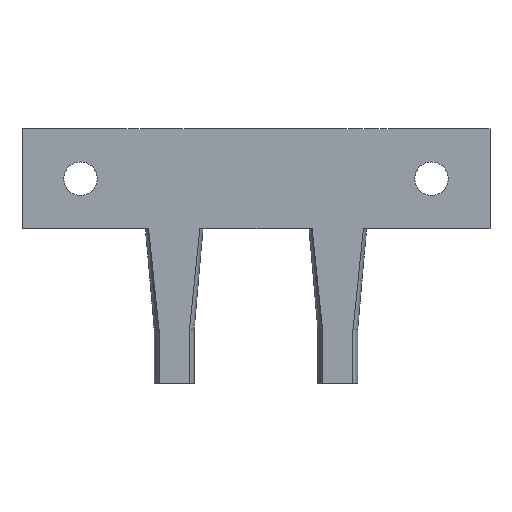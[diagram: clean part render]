
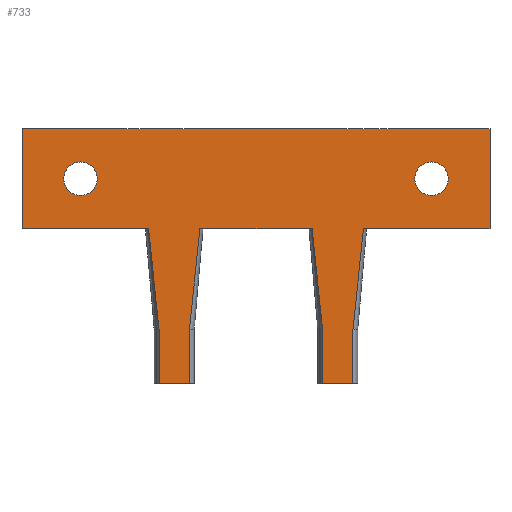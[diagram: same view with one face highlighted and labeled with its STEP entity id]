
A CAD part, front view. The second image highlights one B-rep face of the part: STEP entity #733.
In plain terms, the highlighted planar face has unit normal (0, -1, 0).
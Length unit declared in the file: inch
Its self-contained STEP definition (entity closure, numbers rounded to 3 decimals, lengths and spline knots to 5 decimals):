
#33=(
BOUNDED_CURVE()
B_SPLINE_CURVE(2,(#1090,#1091,#1092),.UNSPECIFIED.,.F.,.F.)
B_SPLINE_CURVE_WITH_KNOTS((3,3),(0.,1.91542),.UNSPECIFIED.)
CURVE()
GEOMETRIC_REPRESENTATION_ITEM()
RATIONAL_B_SPLINE_CURVE((1.,1.024,1.))
REPRESENTATION_ITEM($)
);
#34=(
BOUNDED_CURVE()
B_SPLINE_CURVE(2,(#1096,#1097,#1098),.UNSPECIFIED.,.F.,.F.)
B_SPLINE_CURVE_WITH_KNOTS((3,3),(0.,1.91542),.UNSPECIFIED.)
CURVE()
GEOMETRIC_REPRESENTATION_ITEM()
RATIONAL_B_SPLINE_CURVE((1.,1.024,1.))
REPRESENTATION_ITEM($)
);
#35=(
BOUNDED_CURVE()
B_SPLINE_CURVE(2,(#1106,#1107,#1108),.UNSPECIFIED.,.F.,.F.)
B_SPLINE_CURVE_WITH_KNOTS((3,3),(0.,1.91542),.UNSPECIFIED.)
CURVE()
GEOMETRIC_REPRESENTATION_ITEM()
RATIONAL_B_SPLINE_CURVE((1.,1.024,1.))
REPRESENTATION_ITEM($)
);
#36=(
BOUNDED_CURVE()
B_SPLINE_CURVE(2,(#1112,#1113,#1114),.UNSPECIFIED.,.F.,.F.)
B_SPLINE_CURVE_WITH_KNOTS((3,3),(0.,1.91542),.UNSPECIFIED.)
CURVE()
GEOMETRIC_REPRESENTATION_ITEM()
RATIONAL_B_SPLINE_CURVE((1.,1.024,1.))
REPRESENTATION_ITEM($)
);
#76=FACE_BOUND($,#200,.T.);
#77=FACE_BOUND($,#201,.T.);
#78=FACE_BOUND($,#202,.T.);
#200=EDGE_LOOP($,(#626));
#201=EDGE_LOOP($,(#627));
#202=EDGE_LOOP($,(#628,#629,#630,#631,#632,#633,#634,#635,#636,#637,#638,
#639,#640,#641,#642,#643));
#251=CIRCLE($,#825,0.125);
#253=CIRCLE($,#828,0.125);
#255=LINE($,#1077,#291);
#264=LINE($,#1193,#300);
#269=LINE($,#1219,#305);
#270=LINE($,#1220,#306);
#271=LINE($,#1224,#307);
#272=LINE($,#1227,#308);
#273=LINE($,#1228,#309);
#282=LINE($,#1273,#318);
#287=LINE($,#1283,#323);
#288=LINE($,#1285,#324);
#289=LINE($,#1286,#325);
#290=LINE($,#1287,#326);
#291=VECTOR($,#841,0.22722);
#300=VECTOR($,#958,3.5);
#305=VECTOR($,#989,0.40612);
#306=VECTOR($,#990,0.40612);
#307=VECTOR($,#993,0.22722);
#308=VECTOR($,#998,0.40612);
#309=VECTOR($,#999,0.40612);
#318=VECTOR($,#1054,0.75);
#323=VECTOR($,#1065,0.75);
#324=VECTOR($,#1068,0.94636);
#325=VECTOR($,#1069,0.83894);
#326=VECTOR($,#1070,0.94636);
#327=VERTEX_POINT($,#1075);
#328=VERTEX_POINT($,#1076);
#332=VERTEX_POINT($,#1088);
#333=VERTEX_POINT($,#1089);
#334=VERTEX_POINT($,#1093);
#335=VERTEX_POINT($,#1095);
#337=VERTEX_POINT($,#1104);
#338=VERTEX_POINT($,#1105);
#339=VERTEX_POINT($,#1109);
#340=VERTEX_POINT($,#1111);
#368=VERTEX_POINT($,#1190);
#369=VERTEX_POINT($,#1192);
#378=VERTEX_POINT($,#1222);
#379=VERTEX_POINT($,#1223);
#388=VERTEX_POINT($,#1260);
#390=VERTEX_POINT($,#1265);
#392=VERTEX_POINT($,#1271);
#394=VERTEX_POINT($,#1281);
#395=EDGE_CURVE($,#327,#328,#255,.T.);
#400=EDGE_CURVE($,#332,#333,#33,.T.);
#402=EDGE_CURVE($,#334,#335,#34,.T.);
#405=EDGE_CURVE($,#337,#338,#35,.T.);
#407=EDGE_CURVE($,#339,#340,#36,.T.);
#441=EDGE_CURVE($,#368,#369,#264,.T.);
#453=EDGE_CURVE($,#333,#327,#269,.T.);
#454=EDGE_CURVE($,#328,#334,#270,.T.);
#455=EDGE_CURVE($,#378,#379,#271,.T.);
#457=EDGE_CURVE($,#379,#337,#272,.T.);
#458=EDGE_CURVE($,#340,#378,#273,.T.);
#471=EDGE_CURVE($,#388,#388,#251,.T.);
#473=EDGE_CURVE($,#390,#390,#253,.T.);
#476=EDGE_CURVE($,#392,#368,#282,.T.);
#481=EDGE_CURVE($,#394,#369,#287,.T.);
#482=EDGE_CURVE($,#392,#338,#288,.T.);
#483=EDGE_CURVE($,#339,#335,#289,.T.);
#484=EDGE_CURVE($,#332,#394,#290,.T.);
#626=ORIENTED_EDGE($,*,*,#471,.T.);
#627=ORIENTED_EDGE($,*,*,#473,.T.);
#628=ORIENTED_EDGE($,*,*,#441,.F.);
#629=ORIENTED_EDGE($,*,*,#476,.F.);
#630=ORIENTED_EDGE($,*,*,#482,.T.);
#631=ORIENTED_EDGE($,*,*,#405,.F.);
#632=ORIENTED_EDGE($,*,*,#457,.F.);
#633=ORIENTED_EDGE($,*,*,#455,.F.);
#634=ORIENTED_EDGE($,*,*,#458,.F.);
#635=ORIENTED_EDGE($,*,*,#407,.F.);
#636=ORIENTED_EDGE($,*,*,#483,.T.);
#637=ORIENTED_EDGE($,*,*,#402,.F.);
#638=ORIENTED_EDGE($,*,*,#454,.F.);
#639=ORIENTED_EDGE($,*,*,#395,.F.);
#640=ORIENTED_EDGE($,*,*,#453,.F.);
#641=ORIENTED_EDGE($,*,*,#400,.F.);
#642=ORIENTED_EDGE($,*,*,#484,.T.);
#643=ORIENTED_EDGE($,*,*,#481,.T.);
#684=PLANE($,#835);
#733=ADVANCED_FACE($,(#76,#77,#78),#684,.T.);
#825=AXIS2_PLACEMENT_3D($,#1261,#1039,#1040);
#828=AXIS2_PLACEMENT_3D($,#1266,#1045,#1046);
#835=AXIS2_PLACEMENT_3D($,#1284,#1066,#1067);
#841=DIRECTION($,(-1.,0.,0.));
#958=DIRECTION($,(1.,0.,0.));
#989=DIRECTION($,(0.,0.,-1.));
#990=DIRECTION($,(0.,0.,1.));
#993=DIRECTION($,(-1.,0.,0.));
#998=DIRECTION($,(0.,0.,1.));
#999=DIRECTION($,(0.,0.,-1.));
#1039=DIRECTION('center_axis',(0.,1.,0.));
#1040=DIRECTION('ref_axis',(-1.,0.,0.));
#1045=DIRECTION('center_axis',(0.,1.,0.));
#1046=DIRECTION('ref_axis',(-1.,0.,0.));
#1054=DIRECTION($,(0.,0.,1.));
#1065=DIRECTION($,(0.,0.,1.));
#1066=DIRECTION('center_axis',(0.,-1.,0.));
#1067=DIRECTION('ref_axis',(1.,0.,0.));
#1068=DIRECTION($,(1.,0.,0.));
#1069=DIRECTION($,(1.,0.,0.));
#1070=DIRECTION($,(1.,0.,0.));
#1075=CARTESIAN_POINT('',(0.72516,-0.7095,-1.15612));
#1076=CARTESIAN_POINT('',(0.49795,-0.7095,-1.15612));
#1077=CARTESIAN_POINT($,(-0.84038,-0.7095,-1.15612));
#1088=CARTESIAN_POINT('',(0.80364,-0.7095,0.));
#1089=CARTESIAN_POINT('',(0.72516,-0.7095,-0.75));
#1090=CARTESIAN_POINT('Ctrl Pts',(0.80364,-0.7095,0.));
#1091=CARTESIAN_POINT('Ctrl Pts',(0.75736,-0.7095,-0.47127));
#1092=CARTESIAN_POINT('Ctrl Pts',(0.72516,-0.7095,-0.75));
#1093=CARTESIAN_POINT('',(0.49795,-0.7095,-0.75));
#1095=CARTESIAN_POINT('',(0.41947,-0.7095,0.));
#1096=CARTESIAN_POINT('Ctrl Pts',(0.49795,-0.7095,-0.75));
#1097=CARTESIAN_POINT('Ctrl Pts',(0.46575,-0.7095,-0.47127));
#1098=CARTESIAN_POINT('Ctrl Pts',(0.41947,-0.7095,0.));
#1104=CARTESIAN_POINT('',(-0.72516,-0.7095,-0.75));
#1105=CARTESIAN_POINT('',(-0.80364,-0.7095,0.));
#1106=CARTESIAN_POINT('Ctrl Pts',(-0.72516,-0.7095,-0.75));
#1107=CARTESIAN_POINT('Ctrl Pts',(-0.75736,-0.7095,-0.47127));
#1108=CARTESIAN_POINT('Ctrl Pts',(-0.80364,-0.7095,0.));
#1109=CARTESIAN_POINT('',(-0.41947,-0.7095,0.));
#1111=CARTESIAN_POINT('',(-0.49795,-0.7095,-0.75));
#1112=CARTESIAN_POINT('Ctrl Pts',(-0.41947,-0.7095,0.));
#1113=CARTESIAN_POINT('Ctrl Pts',(-0.46575,-0.7095,-0.47127));
#1114=CARTESIAN_POINT('Ctrl Pts',(-0.49795,-0.7095,-0.75));
#1190=CARTESIAN_POINT('',(-1.75,-0.7095,0.75));
#1192=CARTESIAN_POINT('',(1.75,-0.7095,0.75));
#1193=CARTESIAN_POINT($,(-1.75,-0.7095,0.75));
#1219=CARTESIAN_POINT($,(0.72516,-0.7095,0.));
#1220=CARTESIAN_POINT($,(0.49795,-0.7095,0.));
#1222=CARTESIAN_POINT('',(-0.49795,-0.7095,-1.15612));
#1223=CARTESIAN_POINT('',(-0.72516,-0.7095,-1.15612));
#1224=CARTESIAN_POINT($,(-0.84038,-0.7095,-1.15612));
#1227=CARTESIAN_POINT($,(-0.72516,-0.7095,0.));
#1228=CARTESIAN_POINT($,(-0.49795,-0.7095,0.));
#1260=CARTESIAN_POINT('',(1.4375,-0.7095,0.375));
#1261=CARTESIAN_POINT('Origin',(1.3125,-0.7095,0.375));
#1265=CARTESIAN_POINT('',(-1.1875,-0.7095,0.375));
#1266=CARTESIAN_POINT('Origin',(-1.3125,-0.7095,0.375));
#1271=CARTESIAN_POINT('',(-1.75,-0.7095,0.));
#1273=CARTESIAN_POINT($,(-1.75,-0.7095,0.));
#1281=CARTESIAN_POINT('',(1.75,-0.7095,0.));
#1283=CARTESIAN_POINT($,(1.75,-0.7095,0.));
#1284=CARTESIAN_POINT('Origin',(-1.75,-0.7095,0.));
#1285=CARTESIAN_POINT($,(-1.75,-0.7095,0.));
#1286=CARTESIAN_POINT($,(-1.75,-0.7095,0.));
#1287=CARTESIAN_POINT($,(-1.75,-0.7095,0.));
